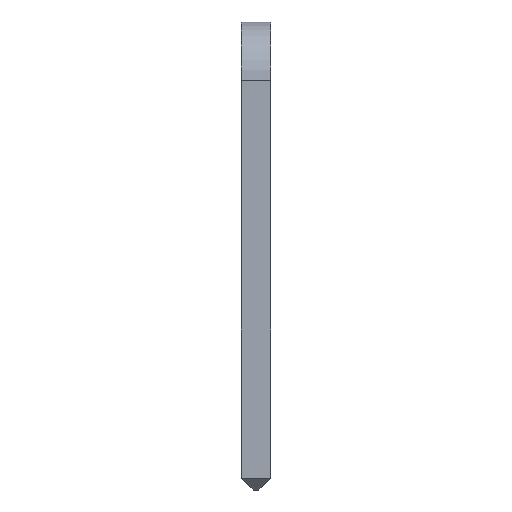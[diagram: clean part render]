
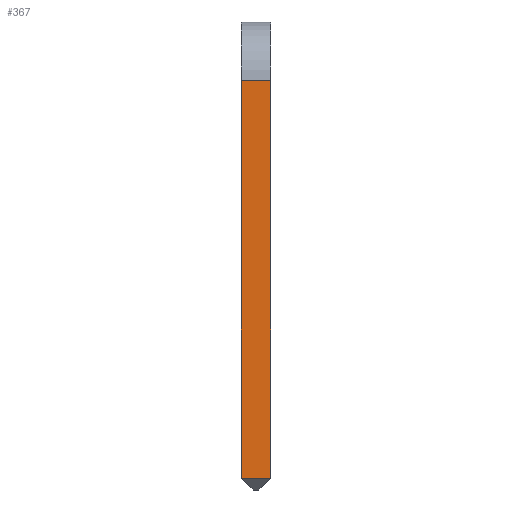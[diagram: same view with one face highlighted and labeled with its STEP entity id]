
A CAD part, left-side view. The second image highlights one B-rep face of the part: STEP entity #367.
In plain terms, the highlighted planar face has unit normal (-1, 0, 0).
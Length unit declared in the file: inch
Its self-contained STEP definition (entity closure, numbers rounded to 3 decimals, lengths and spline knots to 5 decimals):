
#204=CARTESIAN_POINT('',(-0.05,0.0125,-0.0375));
#205=VERTEX_POINT('',#204);
#229=CARTESIAN_POINT('',(-0.05,-0.0125,-0.0375));
#230=VERTEX_POINT('',#229);
#257=CARTESIAN_POINT('',(-0.05,0.0125,-0.0375));
#258=DIRECTION('',(0.,-1.,0.));
#259=VECTOR('',#258,1.);
#260=LINE('',#257,#259);
#261=EDGE_CURVE('',#205,#230,#260,.T.);
#302=CARTESIAN_POINT('',(-0.05,0.0125,-0.3775));
#303=VERTEX_POINT('',#302);
#305=CARTESIAN_POINT('',(-0.05,0.0125,-0.0375));
#306=DIRECTION('',(0.,0.,-1.));
#307=VECTOR('',#306,1.);
#308=LINE('',#305,#307);
#309=EDGE_CURVE('',#205,#303,#308,.T.);
#320=CARTESIAN_POINT('',(-0.05,-0.0125,-0.0375));
#321=DIRECTION('',(0.,0.,-1.));
#322=VECTOR('',#321,1.);
#323=LINE('',#320,#322);
#324=EDGE_CURVE('',#230,#326,#323,.T.);
#325=CARTESIAN_POINT('',(-0.05,-0.0125,-0.3775));
#326=VERTEX_POINT('',#325);
#351=ORIENTED_EDGE('',*,*,#309,.T.);
#352=CARTESIAN_POINT('',(-0.05,0.0125,-0.3775));
#353=DIRECTION('',(0.,-1.,0.));
#354=VECTOR('',#353,1.);
#355=LINE('',#352,#354);
#356=EDGE_CURVE('',#303,#326,#355,.T.);
#357=ORIENTED_EDGE('',*,*,#356,.T.);
#358=ORIENTED_EDGE('',*,*,#324,.F.);
#359=ORIENTED_EDGE('',*,*,#261,.F.);
#360=EDGE_LOOP('',(#351,#357,#358,#359));
#361=FACE_BOUND('',#360,.T.);
#362=CARTESIAN_POINT('',(-0.05,0.0125,-0.0375));
#363=DIRECTION('',(-1.,0.,0.));
#364=DIRECTION('',(0.,0.,-1.));
#365=AXIS2_PLACEMENT_3D('',#362,#363,#364);
#366=PLANE('',#365);
#367=ADVANCED_FACE('',(#361),#366,.T.);
